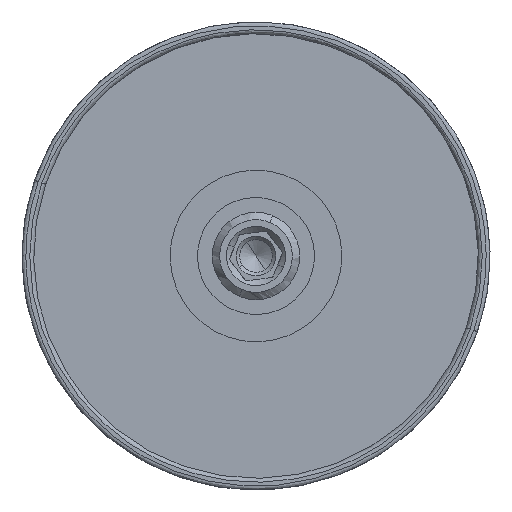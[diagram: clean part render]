
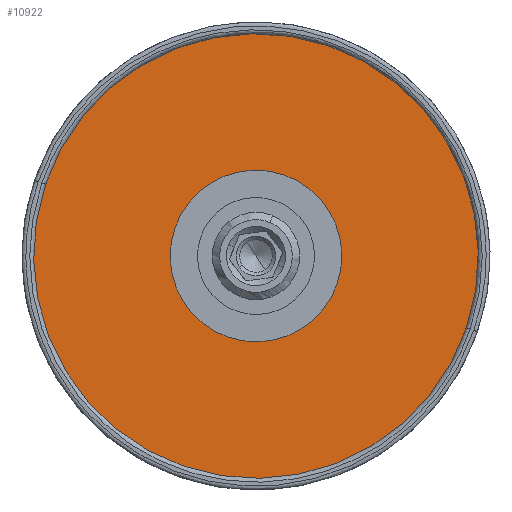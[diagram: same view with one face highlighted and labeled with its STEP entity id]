
A CAD part, left-side view. The second image highlights one B-rep face of the part: STEP entity #10922.
In plain terms, the highlighted face is planar.
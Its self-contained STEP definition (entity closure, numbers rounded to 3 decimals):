
#2185 = CIRCLE ( 'NONE', #2243, 28.5 ) ;
#2191 = CARTESIAN_POINT ( 'NONE',  ( 3., 0., 28.5 ) ) ;
#2223 = CARTESIAN_POINT ( 'NONE',  ( 3., 0., -28.5 ) ) ;
#2238 = CARTESIAN_POINT ( 'NONE',  ( 3., -11., 0. ) ) ;
#2239 = DIRECTION ( 'NONE',  ( 0., 0., 1. ) ) ;
#2241 = DIRECTION ( 'NONE',  ( -1., 0., 0. ) ) ;
#2242 = CARTESIAN_POINT ( 'NONE',  ( 3., 0., 0. ) ) ;
#2243 = AXIS2_PLACEMENT_3D ( 'NONE', #2242, #2241, #2239 ) ;
#2265 = DIRECTION ( 'NONE',  ( 0., 0., 1. ) ) ;
#2266 = DIRECTION ( 'NONE',  ( -1., 0., 0. ) ) ;
#2267 = CARTESIAN_POINT ( 'NONE',  ( 3., 0., 0. ) ) ;
#2268 = AXIS2_PLACEMENT_3D ( 'NONE', #2267, #2266, #2265 ) ;
#2280 = CIRCLE ( 'NONE', #2268, 28.5 ) ;
#2329 = CARTESIAN_POINT ( 'NONE',  ( 3., 11., 0. ) ) ;
#2339 = CIRCLE ( 'NONE', #2366, 11. ) ;
#2363 = DIRECTION ( 'NONE',  ( 0., 1., 0. ) ) ;
#2364 = DIRECTION ( 'NONE',  ( -1., 0., 0. ) ) ;
#2365 = CARTESIAN_POINT ( 'NONE',  ( 3., 0., 0. ) ) ;
#2366 = AXIS2_PLACEMENT_3D ( 'NONE', #2365, #2364, #2363 ) ;
#3767 = FACE_BOUND ( 'NONE', #10944, .T. ) ;
#3771 = AXIS2_PLACEMENT_3D ( 'NONE', #3775, #3803, #3802 ) ;
#3775 = CARTESIAN_POINT ( 'NONE',  ( 3., 10., 0. ) ) ;
#3776 = FACE_OUTER_BOUND ( 'NONE', #14662, .T. ) ;
#3778 = PLANE ( 'NONE',  #3771 ) ;
#3802 = DIRECTION ( 'NONE',  ( 0., 0., 1. ) ) ;
#3803 = DIRECTION ( 'NONE',  ( -1., 0., 0. ) ) ;
#5936 = EDGE_CURVE ( 'NONE', #5938, #5997, #2185, .T. ) ;
#5938 = VERTEX_POINT ( 'NONE', #2191 ) ;
#5997 = VERTEX_POINT ( 'NONE', #2223 ) ;
#6023 = VERTEX_POINT ( 'NONE', #2238 ) ;
#6148 = EDGE_CURVE ( 'NONE', #5997, #5938, #2280, .T. ) ;
#6676 = VERTEX_POINT ( 'NONE', #2329 ) ;
#6678 = EDGE_CURVE ( 'NONE', #6676, #6023, #2339, .T. ) ;
#10770 = DIRECTION ( 'NONE',  ( 0., 1., 0. ) ) ;
#10771 = DIRECTION ( 'NONE',  ( -1., 0., 0. ) ) ;
#10772 = CARTESIAN_POINT ( 'NONE',  ( 3., 0., 0. ) ) ;
#10773 = AXIS2_PLACEMENT_3D ( 'NONE', #10772, #10771, #10770 ) ;
#10774 = CIRCLE ( 'NONE', #10773, 11. ) ;
#10860 = ORIENTED_EDGE ( 'NONE', *, *, #5936, .F. ) ;
#10922 = ADVANCED_FACE ( 'NONE', ( #3776, #3767 ), #3778, .F. ) ;
#10944 = EDGE_LOOP ( 'NONE', ( #10988, #10955 ) ) ;
#10955 = ORIENTED_EDGE ( 'NONE', *, *, #14666, .T. ) ;
#10967 = ORIENTED_EDGE ( 'NONE', *, *, #6148, .F. ) ;
#10988 = ORIENTED_EDGE ( 'NONE', *, *, #6678, .T. ) ;
#14662 = EDGE_LOOP ( 'NONE', ( #10860, #10967 ) ) ;
#14666 = EDGE_CURVE ( 'NONE', #6023, #6676, #10774, .T. ) ;
